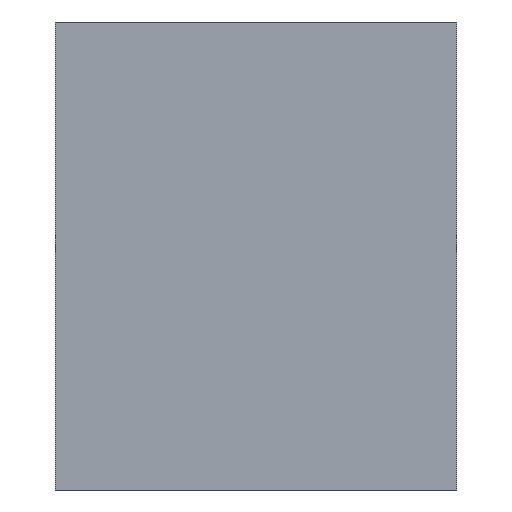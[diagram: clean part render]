
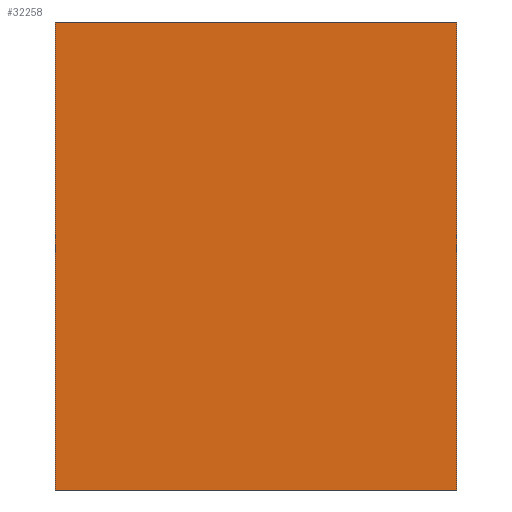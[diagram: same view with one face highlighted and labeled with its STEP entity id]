
A CAD part, front view. The second image highlights one B-rep face of the part: STEP entity #32258.
In plain terms, the highlighted planar face has unit normal (0, -1, 0).
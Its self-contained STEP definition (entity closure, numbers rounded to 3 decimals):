
#844=FACE_OUTER_BOUND('',#3138,.T.);
#3138=EDGE_LOOP('',(#24731,#24732,#24733,#24734));
#4648=LINE('',#43052,#9234);
#6977=LINE('',#47743,#11563);
#6979=LINE('',#47746,#11565);
#7724=LINE('',#49236,#12310);
#9234=VECTOR('',#35348,10.);
#11563=VECTOR('',#37787,10.);
#11565=VECTOR('',#37791,10.);
#12310=VECTOR('',#38538,10.);
#13816=VERTEX_POINT('',#43049);
#13817=VERTEX_POINT('',#43051);
#16123=VERTEX_POINT('',#47740);
#16124=VERTEX_POINT('',#47742);
#16890=EDGE_CURVE('',#13817,#13816,#4648,.T.);
#19239=EDGE_CURVE('',#16124,#16123,#6977,.T.);
#19241=EDGE_CURVE('',#13816,#16124,#6979,.T.);
#19986=EDGE_CURVE('',#16123,#13817,#7724,.T.);
#24731=ORIENTED_EDGE('',*,*,#19986,.T.);
#24732=ORIENTED_EDGE('',*,*,#16890,.T.);
#24733=ORIENTED_EDGE('',*,*,#19241,.T.);
#24734=ORIENTED_EDGE('',*,*,#19239,.T.);
#30726=PLANE('',#33824);
#32258=ADVANCED_FACE('',(#844),#30726,.T.);
#33824=AXIS2_PLACEMENT_3D('',#49237,#38539,#38540);
#35348=DIRECTION('',(0.,0.,1.));
#37787=DIRECTION('',(0.,0.,-1.));
#37791=DIRECTION('',(-1.,0.,0.));
#38538=DIRECTION('',(1.,0.,0.));
#38539=DIRECTION('center_axis',(0.,-1.,0.));
#38540=DIRECTION('ref_axis',(0.,0.,-1.));
#43049=CARTESIAN_POINT('',(30.,-4.,35.));
#43051=CARTESIAN_POINT('',(30.,-4.,-35.));
#43052=CARTESIAN_POINT('',(30.,-4.,-35.));
#47740=CARTESIAN_POINT('',(-30.,-4.,-35.));
#47742=CARTESIAN_POINT('',(-30.,-4.,35.));
#47743=CARTESIAN_POINT('',(-30.,-4.,35.));
#47746=CARTESIAN_POINT('',(30.,-4.,35.));
#49236=CARTESIAN_POINT('',(-30.,-4.,-35.));
#49237=CARTESIAN_POINT('Origin',(0.,-4.,0.));
